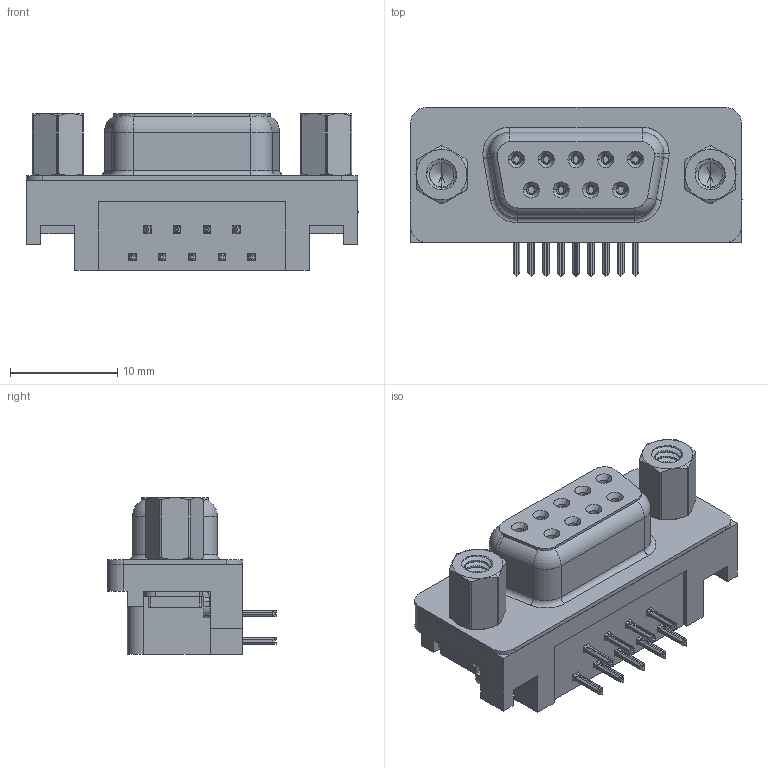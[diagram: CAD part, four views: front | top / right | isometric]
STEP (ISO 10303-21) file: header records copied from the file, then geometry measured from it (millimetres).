
FILE_DESCRIPTION (( 'STEP AP203' ), '1' );
FILE_NAME ('624-009-361-003.STEP', '2018-11-06T19:11:31', ( '' ), ( '' ), 'SwSTEP 2.0', 'SolidWorks 2016', '' );
FILE_SCHEMA (( 'CONFIG_CONTROL_DESIGN' ));
Length unit declared in the file: millimetre
Products named in the file (8): 624 Housing_9 Socket; 624 Shell_9 Socket; 624 Socket Bottom; 624 Contact Top; 624 Non Board Mount; 624 4-40 Threaded Rivet; 624 4-40 Hex Standoff 5; 624-009-361-003
Assembly tree (17 placements, depth 2):
  624-009-361-003
    624 Housing_9 Socket
    624 Shell_9 Socket
    624 Socket Bottom  x4
    624 Contact Top  x5
    624 Non Board Mount  x2
    624 4-40 Threaded Rivet  x2
    624 4-40 Hex Standoff 5  x2
Bounding box: 30.89 x 15.73 x 14.6 mm (x, y, z)
Volume: 3145.7 mm3; surface area: 4805.4 mm2
Topology: 17 solids, 17 shells, 1644 faces, 4334 edges, 2740 vertices
Faces by surface type: plane 664, cylinder 474, bspline 326, cone 142, torus 38
Entity records: 27807 total; most frequent: CARTESIAN_POINT 11602, ORIENTED_EDGE 3350, DIRECTION 2836, EDGE_CURVE 1675, VERTEX_POINT 1068, AXIS2_PLACEMENT_3D 959, LINE 918, VECTOR 918
